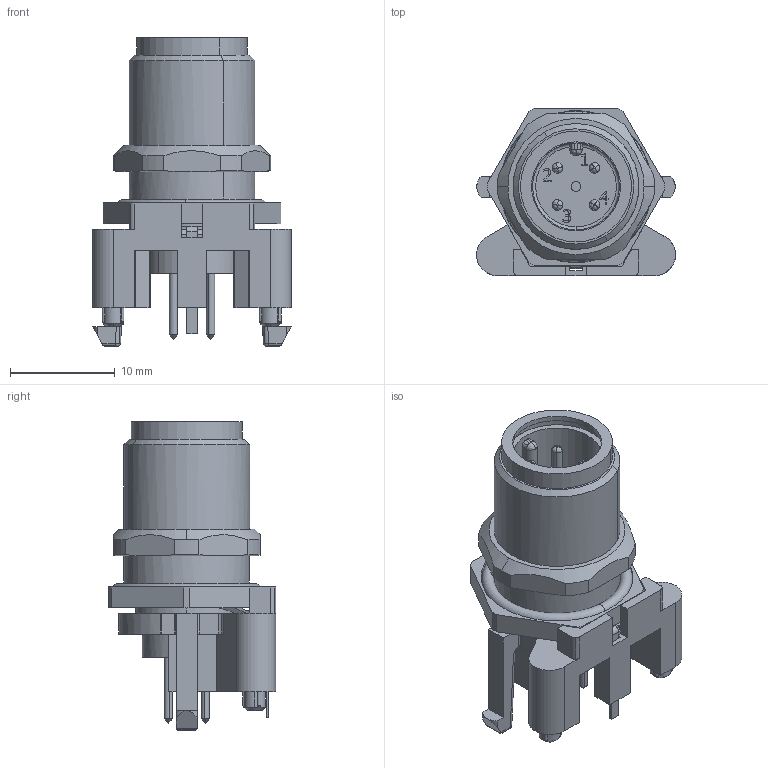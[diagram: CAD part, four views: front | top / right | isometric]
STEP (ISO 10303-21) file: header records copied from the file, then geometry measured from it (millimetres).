
FILE_DESCRIPTION(('CATIA V5R24 STEP','CAx-IF Rec.Pracs.--- Model Styling and Organization---1.2---2011-12-15'),'2;1');
FILE_NAME ('D1461838_0_2422850000_2422850000.stp','2017-05-16T06:52:50+00:00',('none'),('Weidmueller'),'CATIA Version 5-6 Release 2014 SP4 HF52','CATIA V5 STEP AP214','none');
FILE_SCHEMA(('AUTOMOTIVE_DESIGN { 1 0 10303 214 1 1 1 1 }'));
Length unit declared in the file: millimetre
Products named in the file (1): v5-standard_part
Bounding box: 19 x 16 x 29.5 mm (x, y, z)
Volume: 2622.5 mm3; surface area: 4078.4 mm2
Topology: 1 solids, 5 shells, 465 faces, 1336 edges, 888 vertices
Faces by surface type: plane 177, cylinder 169, bspline 65, cone 38, torus 16
Entity records: 17737 total; most frequent: CARTESIAN_POINT 6171, ORIENTED_EDGE 2656, DIRECTION 1674, EDGE_CURVE 1328, VERTEX_POINT 888, AXIS2_PLACEMENT_3D 653, VECTOR 619, LINE 619
